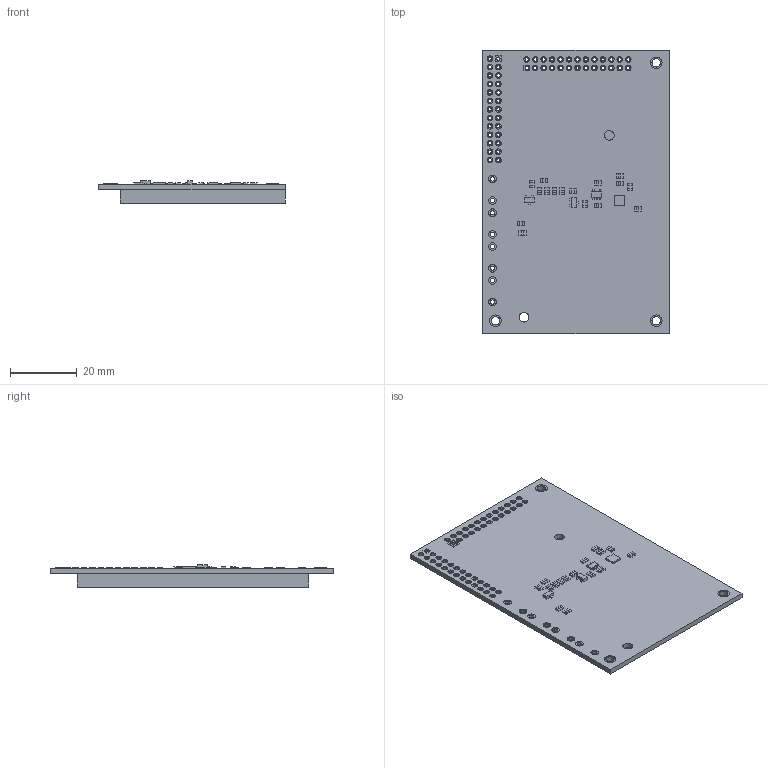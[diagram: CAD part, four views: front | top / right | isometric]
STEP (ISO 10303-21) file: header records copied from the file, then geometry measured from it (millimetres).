
FILE_DESCRIPTION(('FreeCAD Model'),'2;1');
FILE_NAME('pitft_colour.step', '2015-03-09T19:56:40',('Author'),(''), 'Open CASCADE STEP processor 6.7','FreeCAD','Unknown');
FILE_SCHEMA(('AUTOMOTIVE_DESIGN_CC2 { 1 2 10303 214 -1 1 5 4 }'));
Length unit declared in the file: millimetre
Products named in the file (152): pcb; Face030; Face031; pad; Face033; Face034; Face035; Face036; Face037; Face038; Face039; Face040; Face041; Face042; Face043; Face044; Face045; Face046; Face047; Face048; Face049; Face050; Face051; Face052; Face053; Face054; Face055; Face056; Face057; Face058; Face059; Face060; Face061; Face062; Face063; Face064; Face065; Face066; Face067; Face068 ...
Bounding box: 56 x 85 x 6.7 mm (x, y, z)
Volume: 29095.4 mm3; surface area: 21842.6 mm2
Topology: 22 solids, 152 shells, 510 faces, 1410 edges, 1076 vertices
Faces by surface type: plane 380, cylinder 130
Full cylindrical faces by diameter (mm): 1 x104, 1.3 x16, 2.5 x6, 2.9 x4
Entity records: 38599 total; most frequent: CARTESIAN_POINT 8295, DIRECTION 4920, LINE 2788, VECTOR 2788, ORIENTED_EDGE 2540, PCURVE 2540, DEFINITIONAL_REPRESENTATION 2540, EDGE_CURVE 1410
